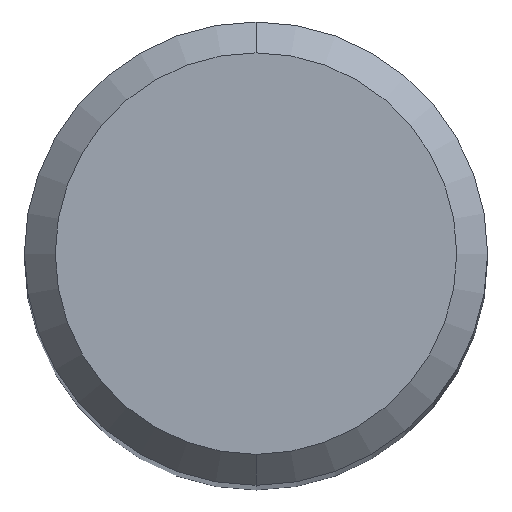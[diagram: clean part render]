
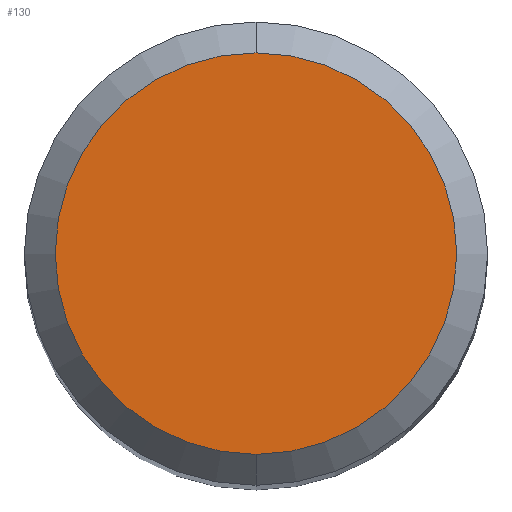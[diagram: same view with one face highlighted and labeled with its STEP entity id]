
A CAD part, top view. The second image highlights one B-rep face of the part: STEP entity #130.
In plain terms, the highlighted planar face has unit normal (0, 0, 1).
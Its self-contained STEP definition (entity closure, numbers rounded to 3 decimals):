
#130=ADVANCED_FACE('',(#301),#302,.T.);
#176=EDGE_CURVE('',#240,#184,#352,.T.);
#184=VERTEX_POINT('',#362);
#212=EDGE_CURVE('',#184,#240,#393,.T.);
#240=VERTEX_POINT('',#423);
#301=FACE_OUTER_BOUND('',#481,.T.);
#302=PLANE('',#482);
#352=CIRCLE('',#548,2.6);
#362=CARTESIAN_POINT('',(0.,-2.6,0.0));
#393=CIRCLE('',#605,2.6);
#423=CARTESIAN_POINT('',(0.0,2.6,0.0));
#481=EDGE_LOOP('',(#703,#704));
#482=AXIS2_PLACEMENT_3D('',#705,#706,#707);
#548=AXIS2_PLACEMENT_3D('',#760,#761,#762);
#605=AXIS2_PLACEMENT_3D('',#828,#829,#830);
#703=ORIENTED_EDGE('',*,*,#176,.F.);
#704=ORIENTED_EDGE('',*,*,#212,.F.);
#705=CARTESIAN_POINT('',(0.0,1.3,0.0));
#706=DIRECTION('',(-0.0,0.0,1.0));
#707=DIRECTION('',(0.0,-1.0,0.0));
#760=CARTESIAN_POINT('',(0.0,0.0,0.0));
#761=DIRECTION('',(0.0,0.0,-1.0));
#762=DIRECTION('',(0.0,1.0,0.0));
#828=CARTESIAN_POINT('',(0.0,0.0,0.0));
#829=DIRECTION('',(0.0,0.0,-1.0));
#830=DIRECTION('',(0.0,1.0,0.0));
